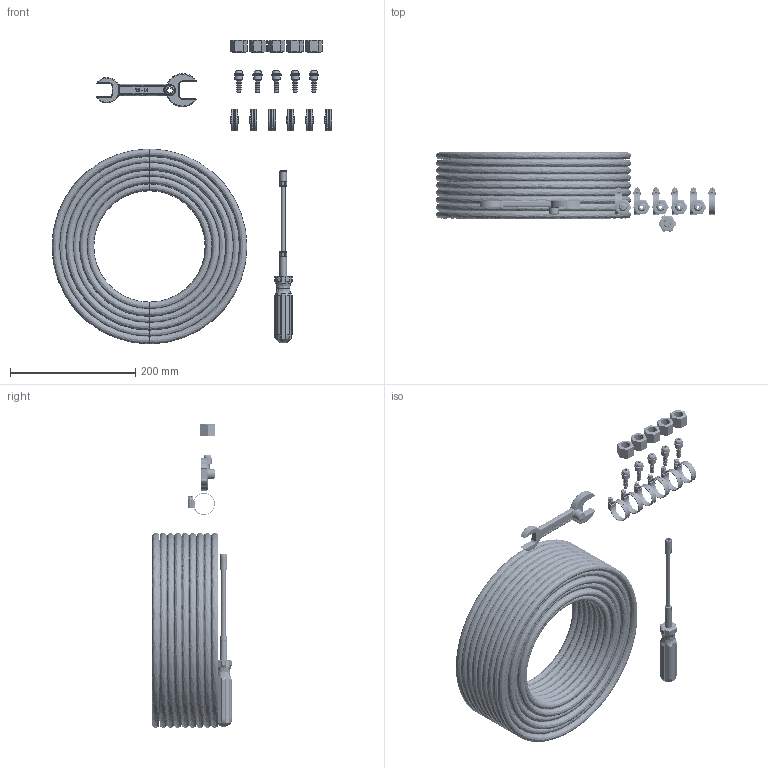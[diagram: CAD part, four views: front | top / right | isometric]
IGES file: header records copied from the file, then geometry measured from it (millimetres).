
Start section: SolidWorks IGES file using NURBS representation for surfaces
Global section: file name: NTC PCFT14.IGS; native system: SolidWorks 2010; preprocessor: SolidWorks 2010; author: cmallard; date: 100422.155345; units: inch
Bounding box: 447.9 x 127.59 x 485.95 mm (x, y, z)
Volume: 146668.7 mm3; surface area: 2156218.2 mm2
Topology: 36 solids, 130 shells, 3882 faces, 9342 edges, 5847 vertices
Faces by surface type: bspline 3882
